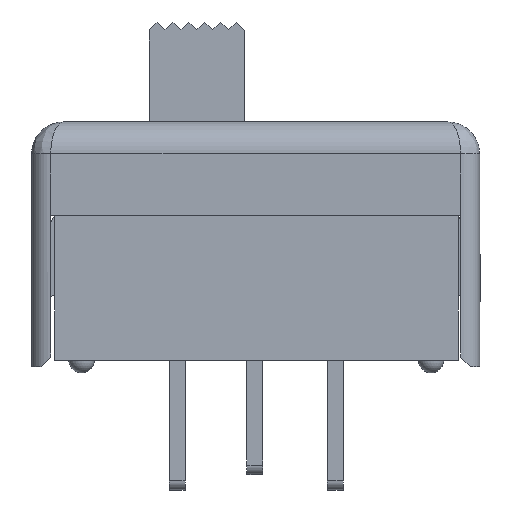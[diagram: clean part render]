
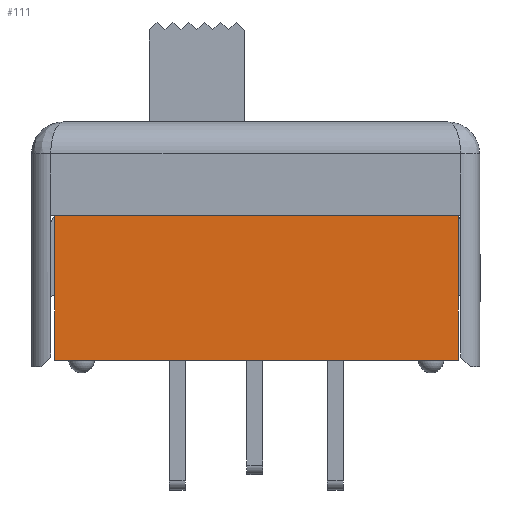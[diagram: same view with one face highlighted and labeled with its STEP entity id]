
A CAD part, front view. The second image highlights one B-rep face of the part: STEP entity #111.
In plain terms, the highlighted planar face has unit normal (0, -1, 0).
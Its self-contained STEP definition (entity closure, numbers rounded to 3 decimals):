
#111=ADVANCED_FACE('',(#522),#523,.T.);
#522=FACE_OUTER_BOUND('',#1328,.T.);
#523=PLANE('',#1329);
#1328=EDGE_LOOP('',(#2449,#2450,#2451,#2452));
#1329=AXIS2_PLACEMENT_3D('',#2453,#2454,#2455);
#2449=ORIENTED_EDGE('',*,*,#5515,.F.);
#2450=ORIENTED_EDGE('',*,*,#5498,.T.);
#2451=ORIENTED_EDGE('',*,*,#5545,.T.);
#2452=ORIENTED_EDGE('',*,*,#5558,.F.);
#2453=CARTESIAN_POINT('',(-6.35,-3.75,0.0));
#2454=DIRECTION('',(0.0,-1.0,0.0));
#2455=DIRECTION('',(0.0,0.0,-1.0));
#5498=EDGE_CURVE('',#6518,#6516,#6519,.T.);
#5515=EDGE_CURVE('',#6518,#6551,#6552,.T.);
#5545=EDGE_CURVE('',#6516,#6600,#6602,.T.);
#5558=EDGE_CURVE('',#6551,#6600,#6623,.T.);
#6516=VERTEX_POINT('',#8195);
#6518=VERTEX_POINT('',#8198);
#6519=LINE('',#8199,#8200);
#6551=VERTEX_POINT('',#8240);
#6552=LINE('',#8241,#8242);
#6600=VERTEX_POINT('',#8318);
#6602=LINE('',#8321,#8322);
#6623=LINE('',#8355,#8356);
#8195=CARTESIAN_POINT('',(6.35,-3.75,0.0));
#8198=CARTESIAN_POINT('',(-6.35,-3.75,0.0));
#8199=CARTESIAN_POINT('',(-6.35,-3.75,0.0));
#8200=VECTOR('',#10940,12.7);
#8240=CARTESIAN_POINT('',(-6.35,-3.75,4.55));
#8241=CARTESIAN_POINT('',(-6.35,-3.75,0.0));
#8242=VECTOR('',#10973,4.55);
#8318=CARTESIAN_POINT('',(6.35,-3.75,4.55));
#8321=CARTESIAN_POINT('',(6.35,-3.75,0.0));
#8322=VECTOR('',#11003,4.55);
#8355=CARTESIAN_POINT('',(-6.35,-3.75,4.55));
#8356=VECTOR('',#11016,12.7);
#10940=DIRECTION('',(1.0,0.0,0.0));
#10973=DIRECTION('',(0.0,0.0,1.0));
#11003=DIRECTION('',(0.0,0.0,1.0));
#11016=DIRECTION('',(1.0,0.0,0.0));
